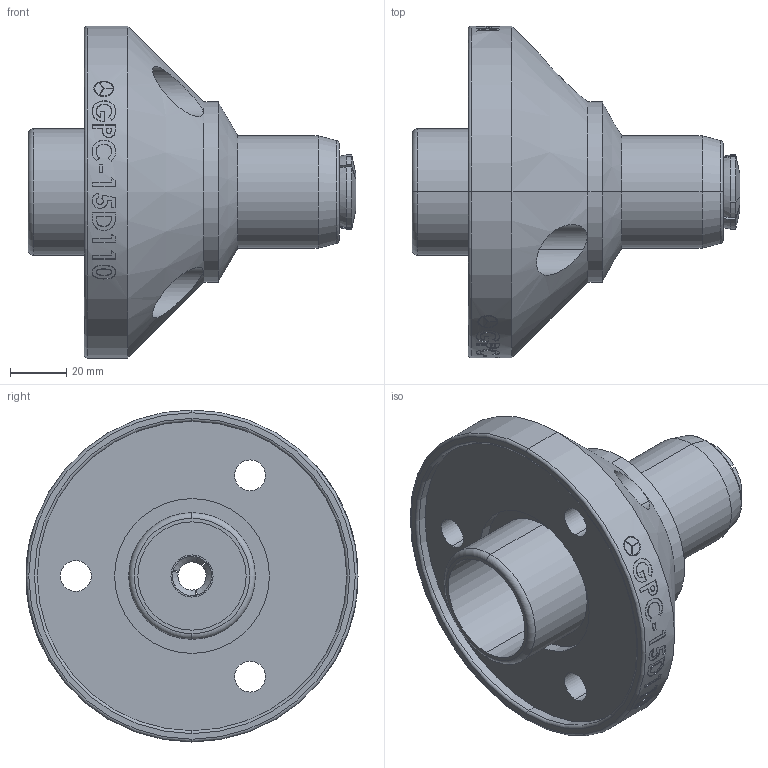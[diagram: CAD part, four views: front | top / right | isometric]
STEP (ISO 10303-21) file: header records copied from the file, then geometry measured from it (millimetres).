
FILE_DESCRIPTION (( 'STEP AP214' ), '1' );
FILE_NAME ('GPC-15D+YB15.STEP', '2023-07-06T09:29:52', ( '' ), ( '' ), 'SwSTEP 2.0', 'SolidWorks 2023', '' );
FILE_SCHEMA (( 'AUTOMOTIVE_DESIGN' ));
Length unit declared in the file: millimetre
Products named in the file (3): YB-15  标准; GPC-15D; GPC-15D+YB15
Assembly tree (2 placements, depth 2):
  GPC-15D+YB15
    GPC-15D
    YB-15  标准
Bounding box: 116.5 x 118 x 118 mm (x, y, z)
Volume: 362130.5 mm3; surface area: 62439.7 mm2
Topology: 2 solids, 2 shells, 410 faces, 1054 edges, 691 vertices
Faces by surface type: plane 134, cylinder 132, bspline 101, cone 29, torus 14
Entity records: 35437 total; most frequent: CARTESIAN_POINT 25055, ORIENTED_EDGE 2108, DIRECTION 1470, EDGE_CURVE 1054, VERTEX_POINT 691, AXIS2_PLACEMENT_3D 564, EDGE_LOOP 463, B_SPLINE_CURVE_WITH_KNOTS 438
